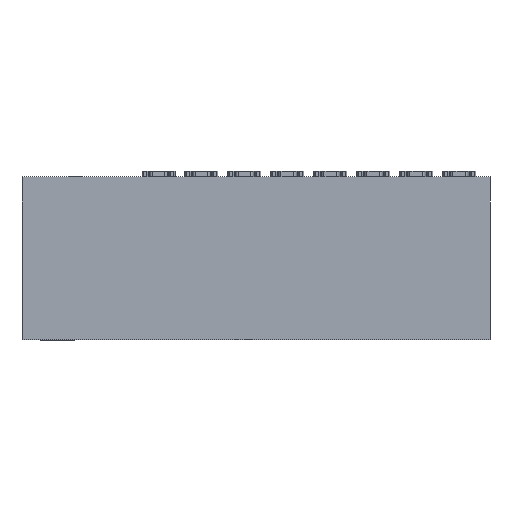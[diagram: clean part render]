
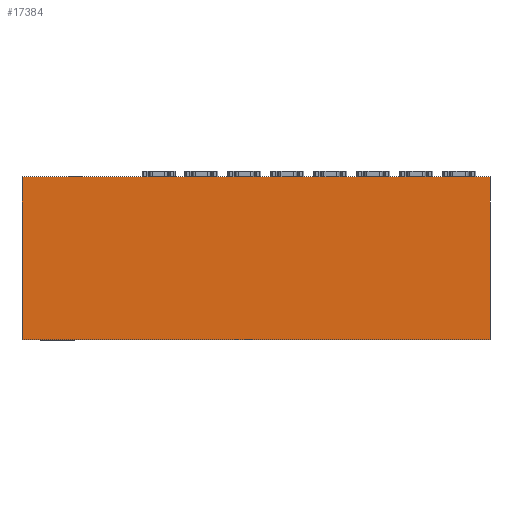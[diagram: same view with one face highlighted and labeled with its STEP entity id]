
A CAD part, front view. The second image highlights one B-rep face of the part: STEP entity #17384.
In plain terms, the highlighted planar face has unit normal (0, -1, 0).
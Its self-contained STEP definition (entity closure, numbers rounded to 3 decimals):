
#1204=PLANE('',#19172);
#2270=FACE_OUTER_BOUND('',#3808,.T.);
#3808=EDGE_LOOP('',(#15893,#15894,#15895,#15896));
#5245=LINE('',#28844,#6773);
#5347=LINE('',#29198,#6875);
#5350=LINE('',#29202,#6878);
#5351=LINE('',#29204,#6879);
#6773=VECTOR('',#23861,425.);
#6875=VECTOR('',#24263,425.);
#6878=VECTOR('',#24268,148.);
#6879=VECTOR('',#24271,148.);
#9113=VERTEX_POINT('',#28841);
#9114=VERTEX_POINT('',#28843);
#9215=VERTEX_POINT('',#29195);
#9216=VERTEX_POINT('',#29197);
#11319=EDGE_CURVE('',#9113,#9114,#5245,.T.);
#11459=EDGE_CURVE('',#9215,#9216,#5347,.T.);
#11462=EDGE_CURVE('',#9114,#9215,#5350,.T.);
#11463=EDGE_CURVE('',#9113,#9216,#5351,.T.);
#15893=ORIENTED_EDGE('',*,*,#11462,.F.);
#15894=ORIENTED_EDGE('',*,*,#11319,.F.);
#15895=ORIENTED_EDGE('',*,*,#11463,.T.);
#15896=ORIENTED_EDGE('',*,*,#11459,.F.);
#17384=ADVANCED_FACE('',(#2270),#1204,.T.);
#19172=AXIS2_PLACEMENT_3D('',#29203,#24269,#24270);
#23861=DIRECTION('',(1.,0.,0.));
#24263=DIRECTION('',(-1.,0.,0.));
#24268=DIRECTION('',(0.,0.,-1.));
#24269=DIRECTION('center_axis',(0.,-1.,0.));
#24270=DIRECTION('ref_axis',(1.,0.,0.));
#24271=DIRECTION('',(0.,0.,-1.));
#28841=CARTESIAN_POINT('',(-212.5,0.,74.));
#28843=CARTESIAN_POINT('',(212.5,0.,74.));
#28844=CARTESIAN_POINT('',(212.5,0.,74.));
#29195=CARTESIAN_POINT('',(212.5,0.,-74.));
#29197=CARTESIAN_POINT('',(-212.5,0.,-74.));
#29198=CARTESIAN_POINT('',(212.5,0.,-74.));
#29202=CARTESIAN_POINT('',(212.5,0.,0.));
#29203=CARTESIAN_POINT('Origin',(-212.5,0.,0.));
#29204=CARTESIAN_POINT('',(-212.5,0.,0.));
